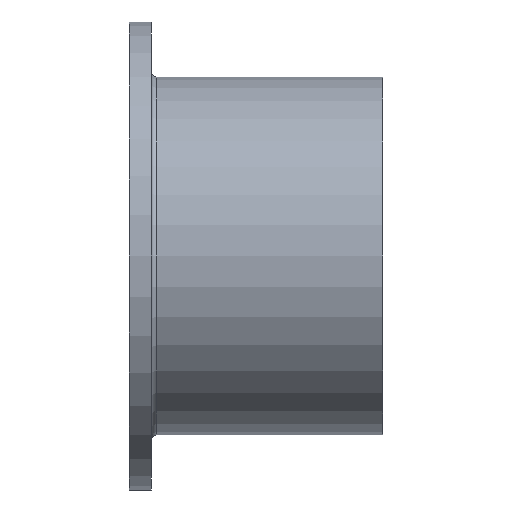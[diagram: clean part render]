
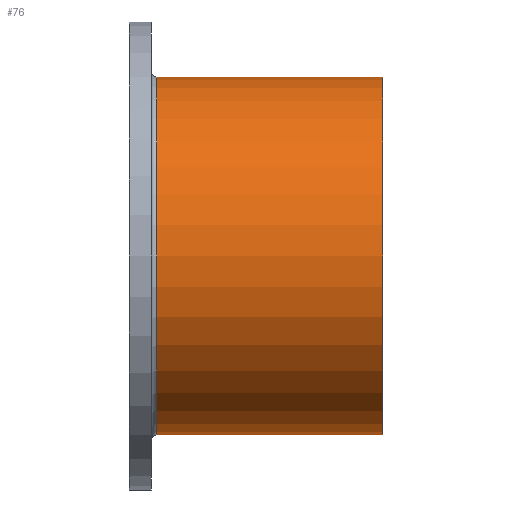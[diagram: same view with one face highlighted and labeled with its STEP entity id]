
A CAD part, front view. The second image highlights one B-rep face of the part: STEP entity #76.
In plain terms, the highlighted cylindrical face has radius 32.5 mm (diameter 65 mm), a partial arc.
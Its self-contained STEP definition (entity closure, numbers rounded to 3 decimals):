
#28 = EDGE_CURVE ( 'NONE', #147, #930, #281, .T. ) ;
#49 = EDGE_LOOP ( 'NONE', ( #1112, #487, #1003, #495 ) ) ;
#76 = ADVANCED_FACE ( 'NONE', ( #537 ), #625, .T. ) ;
#90 = CARTESIAN_POINT ( 'NONE',  ( 0., 0., 32.5 ) ) ;
#147 = VERTEX_POINT ( 'NONE', #1098 ) ;
#235 = CARTESIAN_POINT ( 'NONE',  ( 5., 0., -32.5 ) ) ;
#281 = LINE ( 'NONE', #493, #697 ) ;
#305 = VECTOR ( 'NONE', #544, 1000. ) ;
#330 = AXIS2_PLACEMENT_3D ( 'NONE', #906, #351, #1011 ) ;
#351 = DIRECTION ( 'NONE',  ( -1., 0., 0. ) ) ;
#388 = EDGE_CURVE ( 'NONE', #147, #470, #420, .T. ) ;
#410 = DIRECTION ( 'NONE',  ( -1., 0., 0. ) ) ;
#420 = CIRCLE ( 'NONE', #330, 32.5 ) ;
#462 = CARTESIAN_POINT ( 'NONE',  ( 46., 0., 32.5 ) ) ;
#468 = LINE ( 'NONE', #90, #305 ) ;
#470 = VERTEX_POINT ( 'NONE', #462 ) ;
#487 = ORIENTED_EDGE ( 'NONE', *, *, #388, .T. ) ;
#493 = CARTESIAN_POINT ( 'NONE',  ( 0., 0., -32.5 ) ) ;
#495 = ORIENTED_EDGE ( 'NONE', *, *, #984, .T. ) ;
#528 = AXIS2_PLACEMENT_3D ( 'NONE', #794, #888, #1077 ) ;
#537 = FACE_OUTER_BOUND ( 'NONE', #49, .T. ) ;
#544 = DIRECTION ( 'NONE',  ( -1., 0., 0. ) ) ;
#586 = EDGE_CURVE ( 'NONE', #470, #1050, #468, .T. ) ;
#625 = CYLINDRICAL_SURFACE ( 'NONE', #821, 32.5 ) ;
#688 = DIRECTION ( 'NONE',  ( 0., 0., 1. ) ) ;
#697 = VECTOR ( 'NONE', #410, 1000. ) ;
#706 = CARTESIAN_POINT ( 'NONE',  ( 5., 0., 32.5 ) ) ;
#794 = CARTESIAN_POINT ( 'NONE',  ( 5., 0., 0. ) ) ;
#821 = AXIS2_PLACEMENT_3D ( 'NONE', #1167, #876, #688 ) ;
#876 = DIRECTION ( 'NONE',  ( -1., 0., 0. ) ) ;
#888 = DIRECTION ( 'NONE',  ( 1., 0., 0. ) ) ;
#906 = CARTESIAN_POINT ( 'NONE',  ( 46., 0., 0. ) ) ;
#930 = VERTEX_POINT ( 'NONE', #235 ) ;
#984 = EDGE_CURVE ( 'NONE', #1050, #930, #1055, .T. ) ;
#1003 = ORIENTED_EDGE ( 'NONE', *, *, #586, .T. ) ;
#1011 = DIRECTION ( 'NONE',  ( 0., 0., 1. ) ) ;
#1050 = VERTEX_POINT ( 'NONE', #706 ) ;
#1055 = CIRCLE ( 'NONE', #528, 32.5 ) ;
#1077 = DIRECTION ( 'NONE',  ( 0., 0., 1. ) ) ;
#1098 = CARTESIAN_POINT ( 'NONE',  ( 46., 0., -32.5 ) ) ;
#1112 = ORIENTED_EDGE ( 'NONE', *, *, #28, .F. ) ;
#1167 = CARTESIAN_POINT ( 'NONE',  ( 0., 0., 0. ) ) ;
